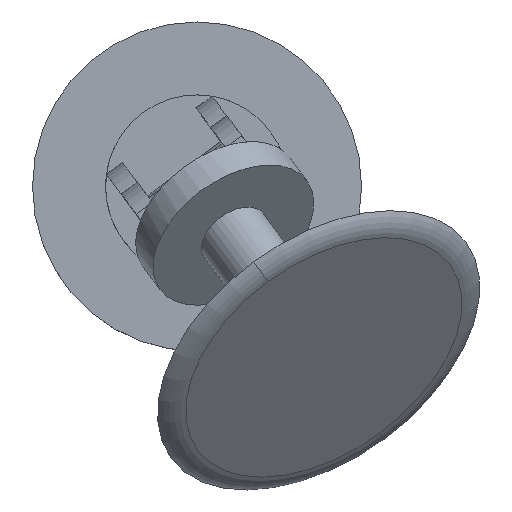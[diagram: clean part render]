
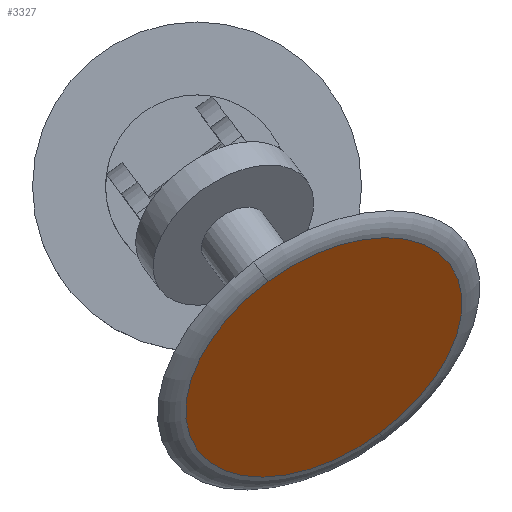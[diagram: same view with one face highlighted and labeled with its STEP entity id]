
A CAD part, top view. The second image highlights one B-rep face of the part: STEP entity #3327.
In plain terms, the highlighted face is planar.
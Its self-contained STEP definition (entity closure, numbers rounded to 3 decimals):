
#49 = CARTESIAN_POINT ( 'NONE',  ( 3., 0., 0. ) ) ;
#64 = CARTESIAN_POINT ( 'NONE',  ( 3., 0., 0. ) ) ;
#120 = DIRECTION ( 'NONE',  ( 0., 0., -1. ) ) ;
#735 = VERTEX_POINT ( 'NONE', #3218 ) ;
#835 = DIRECTION ( 'NONE',  ( 1., 0., 0. ) ) ;
#878 = EDGE_LOOP ( 'NONE', ( #2233, #1406 ) ) ;
#1091 = AXIS2_PLACEMENT_3D ( 'NONE', #49, #835, #1380 ) ;
#1380 = DIRECTION ( 'NONE',  ( 0., 0., -1. ) ) ;
#1406 = ORIENTED_EDGE ( 'NONE', *, *, #2966, .T. ) ;
#1501 = DIRECTION ( 'NONE',  ( 0., 0., -1. ) ) ;
#1679 = DIRECTION ( 'NONE',  ( 1., 0., 0. ) ) ;
#1976 = EDGE_CURVE ( 'NONE', #735, #2192, #2210, .T. ) ;
#2080 = CARTESIAN_POINT ( 'NONE',  ( 3., 0., -42.859 ) ) ;
#2108 = AXIS2_PLACEMENT_3D ( 'NONE', #64, #1679, #120 ) ;
#2192 = VERTEX_POINT ( 'NONE', #2080 ) ;
#2210 = CIRCLE ( 'NONE', #1091, 42.859 ) ;
#2233 = ORIENTED_EDGE ( 'NONE', *, *, #1976, .T. ) ;
#2488 = CIRCLE ( 'NONE', #2919, 42.859 ) ;
#2510 = PLANE ( 'NONE',  #2108 ) ;
#2632 = DIRECTION ( 'NONE',  ( 1., 0., 0. ) ) ;
#2919 = AXIS2_PLACEMENT_3D ( 'NONE', #3331, #2632, #1501 ) ;
#2966 = EDGE_CURVE ( 'NONE', #2192, #735, #2488, .T. ) ;
#3218 = CARTESIAN_POINT ( 'NONE',  ( 3., 0., 42.859 ) ) ;
#3244 = FACE_OUTER_BOUND ( 'NONE', #878, .T. ) ;
#3327 = ADVANCED_FACE ( 'NONE', ( #3244 ), #2510, .T. ) ;
#3331 = CARTESIAN_POINT ( 'NONE',  ( 3., 0., 0. ) ) ;
